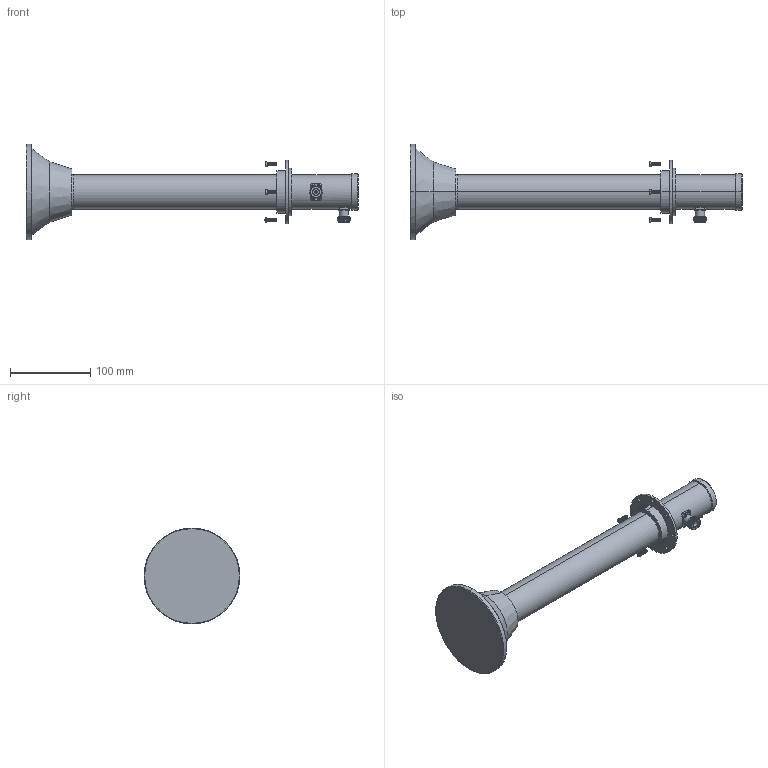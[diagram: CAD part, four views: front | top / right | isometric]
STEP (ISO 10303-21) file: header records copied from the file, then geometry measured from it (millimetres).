
FILE_DESCRIPTION (( 'STEP AP214' ), '1' );
FILE_NAME ('HGFH-534DPD.STEP', '2013-08-20T14:35:35', ( 'L-Com' ), ( 'L-Com Global Connectivity' ), 'SwSTEP 2.0', 'SolidWorks 2012', '' );
FILE_SCHEMA (( 'AUTOMOTIVE_DESIGN' ));
Length unit declared in the file: inch
Products named in the file (3): HGFH-534DPD_MS; HGFH-534DPD_Feed Horn; HGFH-534DPD
Assembly tree (5 placements, depth 2):
  HGFH-534DPD
    HGFH-534DPD_Feed Horn
    HGFH-534DPD_MS  x4
Bounding box: 414.02 x 119.63 x 119.63 mm (x, y, z)
Volume: 867143.5 mm3; surface area: 92631.7 mm2
Topology: 5 solids, 5 shells, 867 faces, 1967 edges, 1126 vertices
Faces by surface type: cone 494, plane 273, cylinder 58, torus 34, sphere 8
Entity records: 19132 total; most frequent: CARTESIAN_POINT 2931, DIRECTION 2477, ORIENTED_EDGE 2342, EDGE_CURVE 1171, AXIS2_PLACEMENT_3D 940, VERTEX_POINT 706, LINE 597, VECTOR 597
